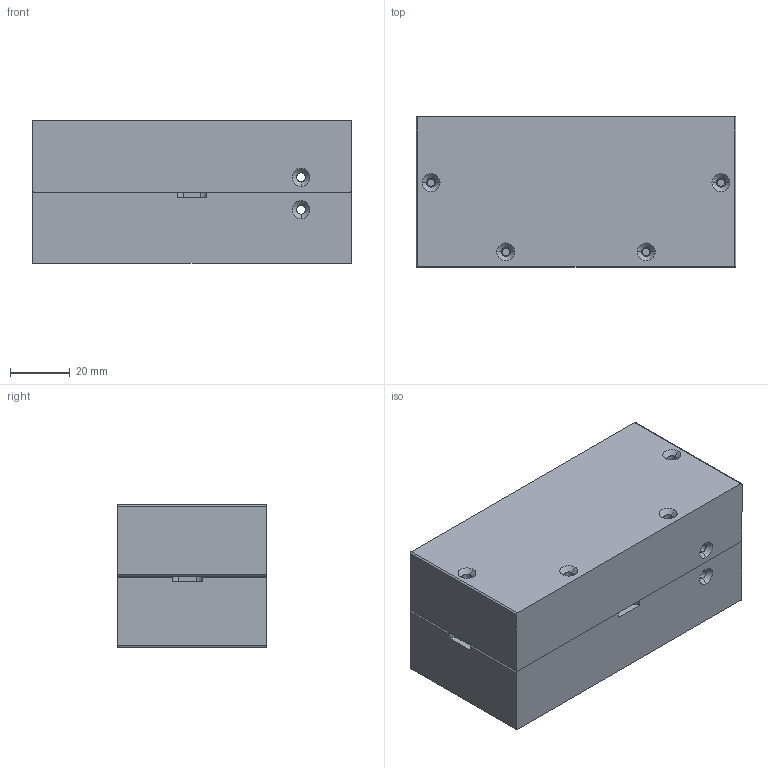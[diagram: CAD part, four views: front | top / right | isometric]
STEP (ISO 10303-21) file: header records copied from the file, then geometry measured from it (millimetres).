
FILE_DESCRIPTION (( 'STEP AP214' ), '1' );
FILE_NAME ('mould.STEP', '2020-09-07T09:49:30', ( '' ), ( '' ), 'SwSTEP 2.0', 'SolidWorks 2016', '' );
FILE_SCHEMA (( 'AUTOMOTIVE_DESIGN' ));
Length unit declared in the file: millimetre
Products named in the file (1): mould
Bounding box: 107 x 50.19 x 47.8 mm (x, y, z)
Volume: 159765.5 mm3; surface area: 39449.2 mm2
Topology: 2 solids, 2 shells, 82 faces, 210 edges, 136 vertices
Faces by surface type: cylinder 40, plane 30, cone 12
Entity records: 2585 total; most frequent: DIRECTION 460, CARTESIAN_POINT 449, ORIENTED_EDGE 420, EDGE_CURVE 210, AXIS2_PLACEMENT_3D 171, VERTEX_POINT 136, VECTOR 118, LINE 118
